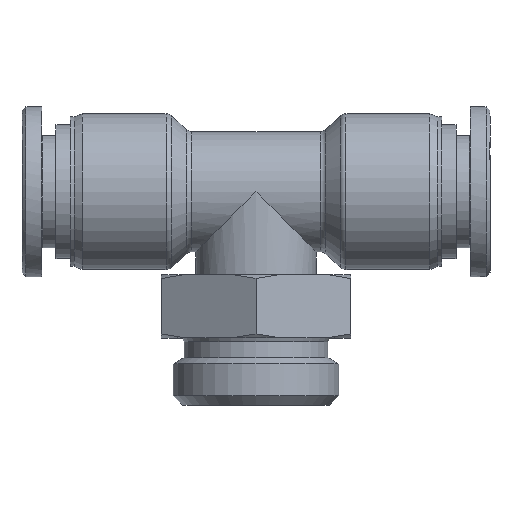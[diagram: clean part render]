
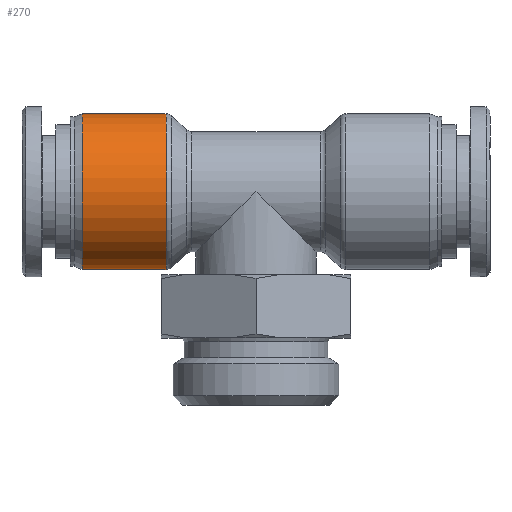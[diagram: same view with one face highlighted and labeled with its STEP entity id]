
A CAD part, top view. The second image highlights one B-rep face of the part: STEP entity #270.
In plain terms, the highlighted cylindrical face has radius 9.85 mm (diameter 19.7 mm), a full revolution.
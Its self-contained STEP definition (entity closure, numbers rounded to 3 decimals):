
#239=CARTESIAN_POINT('',(-11.384,9.85,0.));
#240=VERTEX_POINT('',#239);
#241=CARTESIAN_POINT('',(-11.384,0.,0.0));
#242=DIRECTION('',(-1.0,0.0,0.0));
#243=DIRECTION('',(0.0,-1.0,0.0));
#244=AXIS2_PLACEMENT_3D('',#241,#242,#243);
#245=CIRCLE('',#244,9.85);
#246=EDGE_CURVE('',#240,#240,#245,.T.);
#251=CARTESIAN_POINT('',(-16.5,0.,0.0));
#252=DIRECTION('',(1.0,0.,0.0));
#253=DIRECTION('',(0.0,1.0,0.0));
#254=AXIS2_PLACEMENT_3D('',#251,#252,#253);
#255=CYLINDRICAL_SURFACE('',#254,9.85);
#256=CARTESIAN_POINT('',(-22.0,9.85,0.0));
#257=VERTEX_POINT('',#256);
#258=CARTESIAN_POINT('',(-22.,0.,0.0));
#259=DIRECTION('',(1.0,0.0,0.0));
#260=DIRECTION('',(0.0,1.0,0.0));
#261=AXIS2_PLACEMENT_3D('',#258,#259,#260);
#262=CIRCLE('',#261,9.85);
#263=EDGE_CURVE('',#257,#257,#262,.T.);
#264=ORIENTED_EDGE('',*,*,#263,.T.);
#265=EDGE_LOOP('',(#264));
#266=FACE_OUTER_BOUND('',#265,.T.);
#267=ORIENTED_EDGE('',*,*,#246,.T.);
#268=EDGE_LOOP('',(#267));
#269=FACE_BOUND('',#268,.T.);
#270=ADVANCED_FACE('',(#266,#269),#255,.T.);
